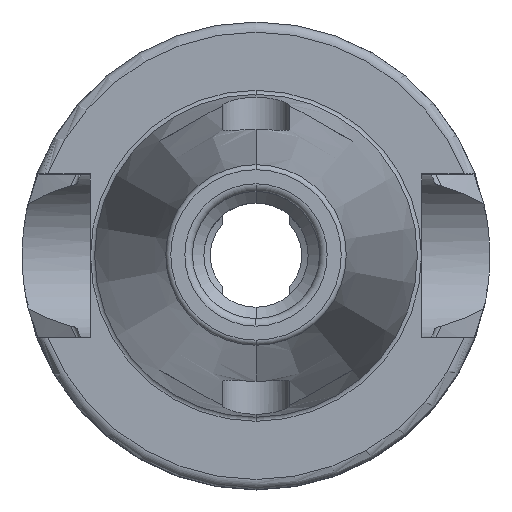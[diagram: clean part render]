
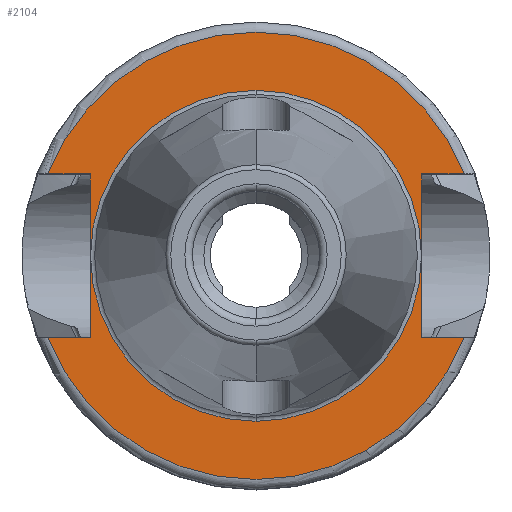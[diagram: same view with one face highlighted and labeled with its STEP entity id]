
A CAD part, top view. The second image highlights one B-rep face of the part: STEP entity #2104.
In plain terms, the highlighted planar face has unit normal (0, 0, 1).
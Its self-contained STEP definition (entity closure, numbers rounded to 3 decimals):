
#536=CARTESIAN_POINT('',(0,0,20));
#537=DIRECTION('',(0,0,-1));
#538=DIRECTION('',(0,1,0));
#539=AXIS2_PLACEMENT_3D('',#536,#537,#538);
#551=CARTESIAN_POINT('',(0,0,20));
#552=DIRECTION('',(0,0,1));
#553=DIRECTION('',(0,1,0));
#554=AXIS2_PLACEMENT_3D('',#551,#552,#553);
#556=DIRECTION('',(1,0,0));
#557=VECTOR('',#556,4.174);
#558=CARTESIAN_POINT('',(-20.474,-8.05,20));
#559=LINE('',#558,#557);
#560=DIRECTION('',(0,1,0));
#561=VECTOR('',#560,16.1);
#562=CARTESIAN_POINT('',(-16.3,-8.05,20));
#563=LINE('',#562,#561);
#564=DIRECTION('',(1,0,0));
#565=VECTOR('',#564,4.174);
#566=CARTESIAN_POINT('',(-20.474,8.05,20));
#567=LINE('',#566,#565);
#568=DIRECTION('',(-1,0,0));
#569=VECTOR('',#568,4.174);
#570=CARTESIAN_POINT('',(20.474,8.05,20));
#571=LINE('',#570,#569);
#572=DIRECTION('',(0,-1,0));
#573=VECTOR('',#572,16.1);
#574=CARTESIAN_POINT('',(16.3,8.05,20));
#575=LINE('',#574,#573);
#576=DIRECTION('',(-1,0,0));
#577=VECTOR('',#576,4.174);
#578=CARTESIAN_POINT('',(20.474,-8.05,20));
#579=LINE('',#578,#577);
#875=CARTESIAN_POINT('',(0,0,20));
#876=DIRECTION('',(0,0,1));
#877=DIRECTION('',(-0.931,-0.366,0));
#878=AXIS2_PLACEMENT_3D('',#875,#876,#877);
#892=CARTESIAN_POINT('',(0,0,20));
#893=DIRECTION('',(0,0,1));
#894=DIRECTION('',(0.931,0.366,0));
#895=AXIS2_PLACEMENT_3D('',#892,#893,#894);
#1406=CARTESIAN_POINT('',(-20.474,-8.05,20));
#1407=CARTESIAN_POINT('',(-16.3,-8.05,20));
#1408=VERTEX_POINT('',#1406);
#1409=VERTEX_POINT('',#1407);
#1410=CARTESIAN_POINT('',(-16.3,8.05,20));
#1411=VERTEX_POINT('',#1410);
#1412=CARTESIAN_POINT('',(-20.474,8.05,20));
#1413=VERTEX_POINT('',#1412);
#1414=CARTESIAN_POINT('',(16.3,8.05,20));
#1415=CARTESIAN_POINT('',(16.3,-8.05,20));
#1416=VERTEX_POINT('',#1414);
#1417=VERTEX_POINT('',#1415);
#1418=CARTESIAN_POINT('',(20.474,-8.05,20));
#1419=VERTEX_POINT('',#1418);
#1420=CARTESIAN_POINT('',(20.474,8.05,20));
#1421=VERTEX_POINT('',#1420);
#1464=CARTESIAN_POINT('',(0,16.275,20));
#1466=VERTEX_POINT('',#1464);
#1470=CARTESIAN_POINT('',(0,-16.275,20));
#1472=VERTEX_POINT('',#1470);
#2077=CARTESIAN_POINT('',(0,0,20));
#2078=DIRECTION('',(0,0,-1));
#2079=DIRECTION('',(0,-1,0));
#2080=AXIS2_PLACEMENT_3D('',#2077,#2078,#2079);
#2081=PLANE('',#2080);
#2083=ORIENTED_EDGE('',*,*,#2082,.T.);
#2085=ORIENTED_EDGE('',*,*,#2084,.T.);
#2087=ORIENTED_EDGE('',*,*,#2086,.F.);
#2089=ORIENTED_EDGE('',*,*,#2088,.F.);
#2091=ORIENTED_EDGE('',*,*,#2090,.T.);
#2093=ORIENTED_EDGE('',*,*,#2092,.T.);
#2095=ORIENTED_EDGE('',*,*,#2094,.F.);
#2097=ORIENTED_EDGE('',*,*,#2096,.F.);
#2098=EDGE_LOOP('',(#2083,#2085,#2087,#2089,#2091,#2093,#2095,#2097));
#2099=FACE_OUTER_BOUND('',#2098,.F.);
#2100=ORIENTED_EDGE('',*,*,#2072,.T.);
#2101=ORIENTED_EDGE('',*,*,#2056,.F.);
#2102=EDGE_LOOP('',(#2100,#2101));
#2103=FACE_BOUND('',#2102,.F.);
#2104=ADVANCED_FACE('',(#2099,#2103),#2081,.F.);
#540=CIRCLE('',#539,16.275);
#555=CIRCLE('',#554,16.275);
#879=CIRCLE('',#878,22);
#896=CIRCLE('',#895,22);
#2056=EDGE_CURVE('',#1466,#1472,#540,.T.);
#2072=EDGE_CURVE('',#1466,#1472,#555,.T.);
#2082=EDGE_CURVE('',#1408,#1409,#559,.T.);
#2084=EDGE_CURVE('',#1409,#1411,#563,.T.);
#2086=EDGE_CURVE('',#1413,#1411,#567,.T.);
#2088=EDGE_CURVE('',#1421,#1413,#896,.T.);
#2090=EDGE_CURVE('',#1421,#1416,#571,.T.);
#2092=EDGE_CURVE('',#1416,#1417,#575,.T.);
#2094=EDGE_CURVE('',#1419,#1417,#579,.T.);
#2096=EDGE_CURVE('',#1408,#1419,#879,.T.);
